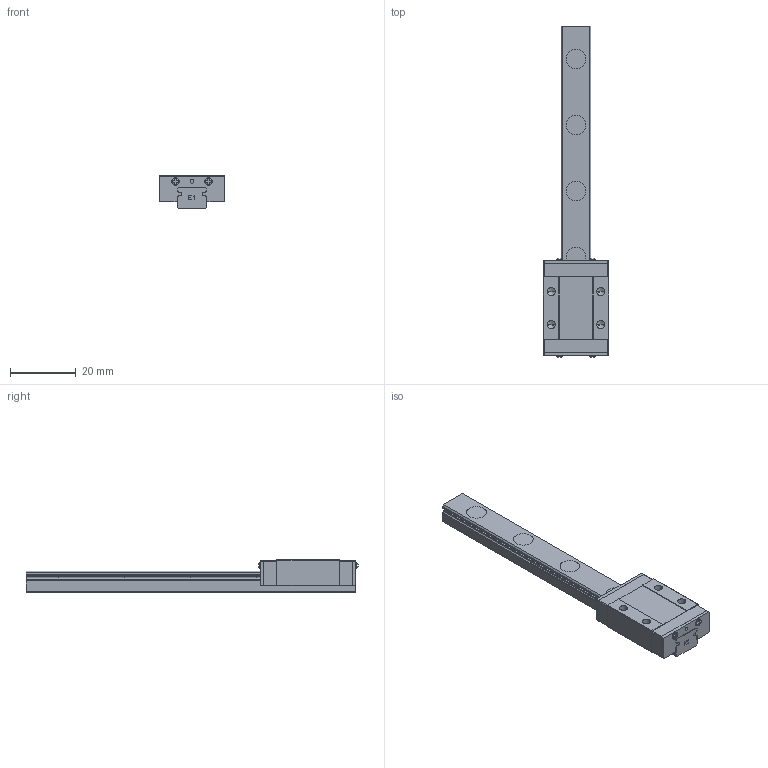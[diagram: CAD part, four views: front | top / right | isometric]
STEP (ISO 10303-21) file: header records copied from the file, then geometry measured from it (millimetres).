
FILE_DESCRIPTION(('no description'),'unknown implementation level');
FILE_NAME('MGN09C_1_R_100_ZF_H_M_1.stp',' ',('HIWIN GmbH'),('CADClick - KiM GmbH - www.kimweb.de'),'unknown preprocess','ACIS','unknown authorization');
FILE_SCHEMA(('automotive_design'));
Length unit declared in the file: millimetre
Products named in the file (2): 1; 2
Bounding box: 20 x 100.63 x 10 mm (x, y, z)
Volume: 8299.2 mm3; surface area: 6515 mm2
Topology: 2 solids, 4 shells, 524 faces, 1417 edges, 926 vertices
Faces by surface type: plane 366, cylinder 130, cone 28
Entity records: 32055 total; most frequent: CARTESIAN_POINT 3181, STYLED_ITEM 2861, PRESENTATION_STYLE_ASSIGNMENT 2861, COLOUR_RGB 2861, ORIENTED_EDGE 2818, DIRECTION 2605, EDGE_CURVE 1409, CURVE_STYLE 1409
